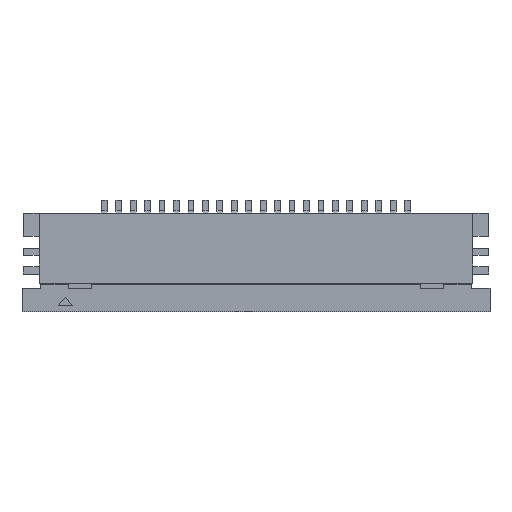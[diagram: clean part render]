
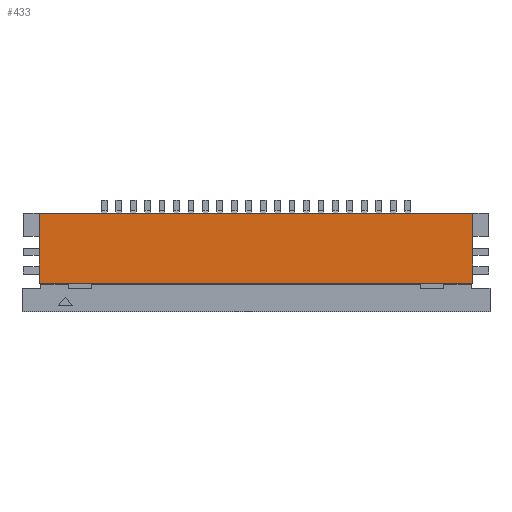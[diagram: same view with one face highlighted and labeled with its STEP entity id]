
A CAD part, top view. The second image highlights one B-rep face of the part: STEP entity #433.
In plain terms, the highlighted planar face has unit normal (0, 0, 1).
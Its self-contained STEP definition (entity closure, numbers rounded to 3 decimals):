
#433=ADVANCED_FACE('',(#1476),#992,.T.);
#992=PLANE('',#12253);
#1476=FACE_OUTER_BOUND('',#2060,.T.);
#2060=EDGE_LOOP('',(#4038,#4039,#4040,#4041));
#4038=ORIENTED_EDGE('',*,*,#8086,.F.);
#4039=ORIENTED_EDGE('',*,*,#8080,.F.);
#4040=ORIENTED_EDGE('',*,*,#7936,.T.);
#4041=ORIENTED_EDGE('',*,*,#8063,.T.);
#6566=VERTEX_POINT('',#17346);
#6567=VERTEX_POINT('',#17348);
#6667=VERTEX_POINT('',#17577);
#6681=VERTEX_POINT('',#17612);
#7936=EDGE_CURVE('',#6567,#6566,#9634,.T.);
#8063=EDGE_CURVE('',#6566,#6667,#9761,.T.);
#8080=EDGE_CURVE('',#6567,#6681,#9778,.T.);
#8086=EDGE_CURVE('',#6681,#6667,#9784,.T.);
#9634=LINE('',#17347,#11236);
#9761=LINE('',#17578,#11363);
#9778=LINE('',#17611,#11380);
#9784=LINE('',#17622,#11386);
#11236=VECTOR('',#13914,1.);
#11363=VECTOR('',#14047,1.);
#11380=VECTOR('',#14070,1.);
#11386=VECTOR('',#14080,1.);
#12253=AXIS2_PLACEMENT_3D('',#17654,#14108,#14109);
#13914=DIRECTION('',(-1.,0.,0.));
#14047=DIRECTION('',(0.,-1.,0.));
#14070=DIRECTION('',(0.,-1.,0.));
#14080=DIRECTION('',(-1.,0.,0.));
#14108=DIRECTION('',(0.,0.,1.));
#14109=DIRECTION('',(1.,0.,0.));
#17346=CARTESIAN_POINT('',(-7.5,2.7,1.18));
#17347=CARTESIAN_POINT('',(7.5,2.7,1.18));
#17348=CARTESIAN_POINT('',(7.5,2.7,1.18));
#17577=CARTESIAN_POINT('',(-7.5,0.28,1.18));
#17578=CARTESIAN_POINT('',(-7.5,2.7,1.18));
#17611=CARTESIAN_POINT('',(7.5,2.7,1.18));
#17612=CARTESIAN_POINT('',(7.5,0.28,1.18));
#17622=CARTESIAN_POINT('',(7.5,0.28,1.18));
#17654=CARTESIAN_POINT('',(7.5,2.7,1.18));
